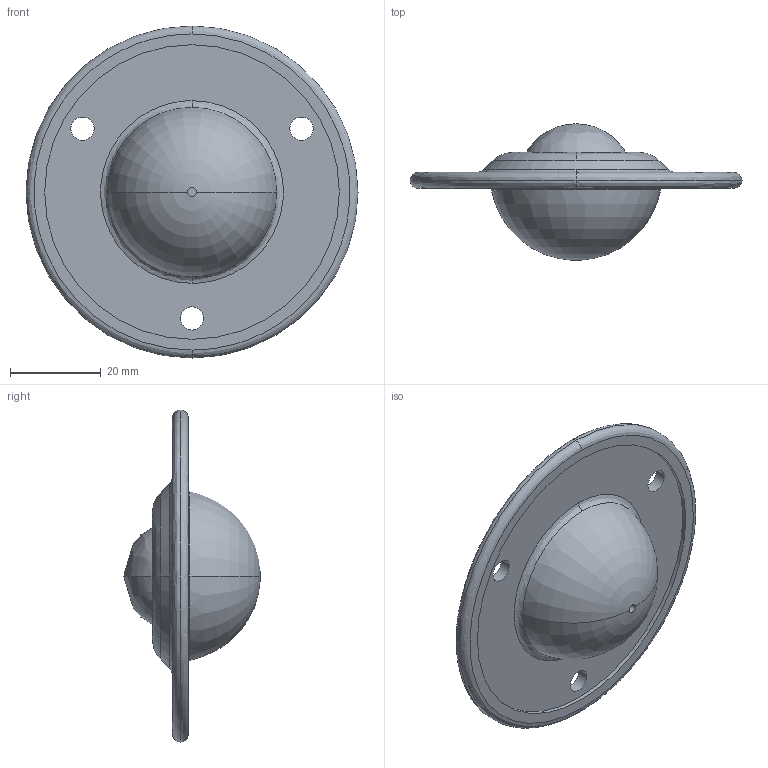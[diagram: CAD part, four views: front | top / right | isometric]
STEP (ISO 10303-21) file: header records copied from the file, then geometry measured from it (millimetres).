
FILE_DESCRIPTION (( 'STEP AP214' ), '1' );
FILE_NAME ('0014724.step', '2022-06-21T09:16:39', ( '' ), ( '' ), 'SwSTEP 2.0', 'SolidWorks 2020', '' );
FILE_SCHEMA (( 'AUTOMOTIVE_DESIGN' ));
Length unit declared in the file: millimetre
Products named in the file (1): 0014724
Bounding box: 73 x 30 x 73 mm (x, y, z)
Volume: 29027.2 mm3; surface area: 10397.7 mm2
Topology: 1 solids, 1 shells, 38 faces, 85 edges, 54 vertices
Faces by surface type: cylinder 14, bspline 12, plane 6, cone 4, torus 2
Entity records: 1700 total; most frequent: CARTESIAN_POINT 786, DIRECTION 182, ORIENTED_EDGE 170, EDGE_CURVE 85, AXIS2_PLACEMENT_3D 82, CIRCLE 55, VERTEX_POINT 54, EDGE_LOOP 49
